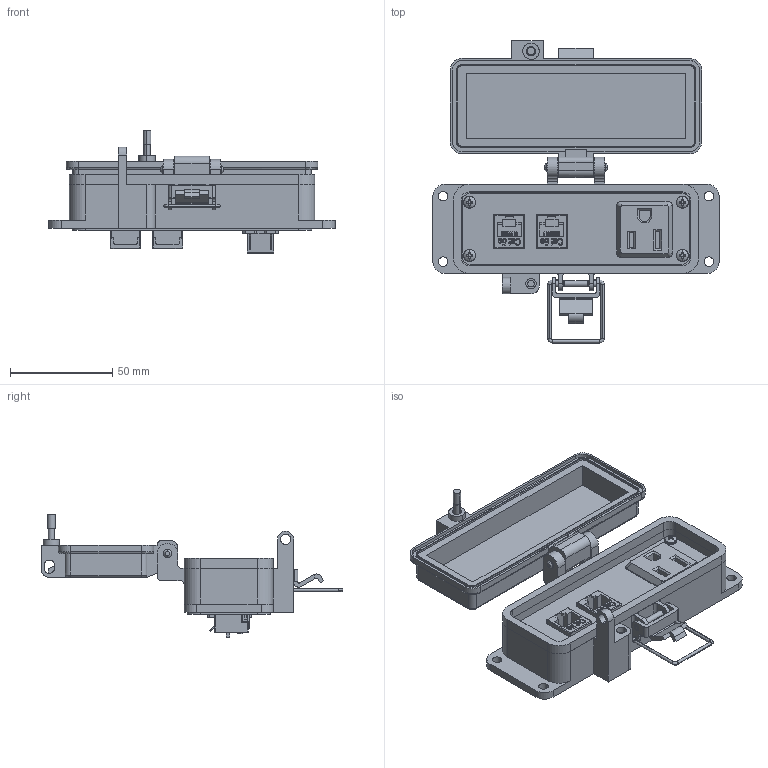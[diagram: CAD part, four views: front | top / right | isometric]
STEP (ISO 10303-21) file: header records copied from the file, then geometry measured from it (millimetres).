
FILE_DESCRIPTION (( 'STEP AP203' ), '1' );
FILE_NAME ('P-R33#2-H3R0_3D.STEP', '2018-11-27T16:35:33', ( '' ), ( '' ), 'SwSTEP 2.0', 'SolidWorks 2018', '' );
FILE_SCHEMA (( 'CONFIG_CONTROL_DESIGN' ));
Length unit declared in the file: millimetre
Products named in the file (12): P-R33#2-H3R0_3D; P-R33#2-H3R0_FP060_1; Z-300-RJ45C5SH; R33; Z-200-OTLT-R0SQ; R; Z-H-H3_B; P-R33#2-H3R0_BP180_1; -H3; P-R33#2-H3R0_TP060_1; 92005A124_METRIC PAN HEAD PHILLIPS MACHINE SCREW_92005A124; Z-000-4243316TFP
Assembly tree (18 placements, depth 3):
  P-R33#2-H3R0_3D
    P-R33#2-H3R0_BP180_1
    P-R33#2-H3R0_TP060_1
    Z-000-4243316TFP  x4
    P-R33#2-H3R0_FP060_1
    R33  x2
      Z-300-RJ45C5SH
    R
      Z-200-OTLT-R0SQ
    -H3
      Z-H-H3_B
    92005A124_METRIC PAN HEAD PHILLIPS MACHINE SCREW_92005A124  x4
Bounding box: 140 x 147.61 x 60.32 mm (x, y, z)
Volume: 112059.2 mm3; surface area: 86184.8 mm2
Topology: 22 solids, 22 shells, 2454 faces, 6891 edges, 4527 vertices
Faces by surface type: plane 974, cylinder 955, bspline 420, cone 81, torus 16, sphere 8
Entity records: 55864 total; most frequent: CARTESIAN_POINT 21732, ORIENTED_EDGE 7544, DIRECTION 5759, EDGE_CURVE 3772, VERTEX_POINT 2486, VECTOR 2305, LINE 2305, AXIS2_PLACEMENT_3D 1727
